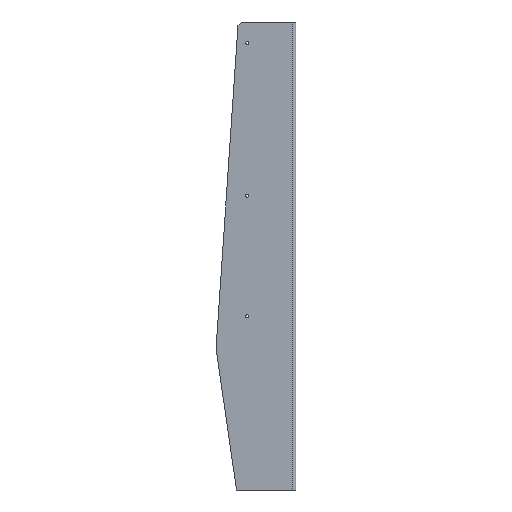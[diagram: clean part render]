
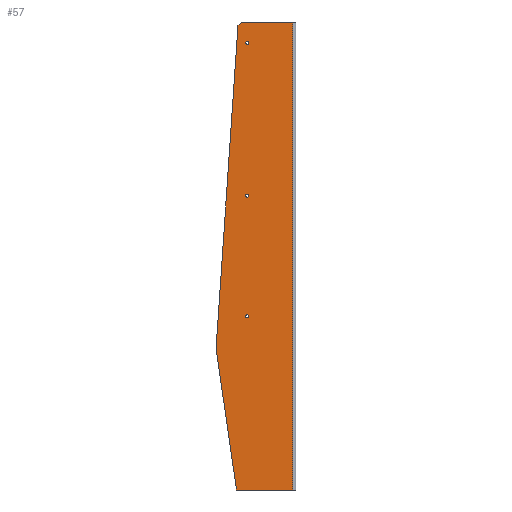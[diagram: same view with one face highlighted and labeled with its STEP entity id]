
A CAD part, left-side view. The second image highlights one B-rep face of the part: STEP entity #57.
In plain terms, the highlighted planar face has unit normal (-1, 0, 0).
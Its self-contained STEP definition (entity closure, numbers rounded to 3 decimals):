
#8 = VERTEX_POINT ( 'NONE', #1332 ) ;
#19 = EDGE_CURVE ( 'NONE', #61, #1114, #1385, .T. ) ;
#21 = DIRECTION ( 'NONE',  ( 1., 0., 0. ) ) ;
#45 = DIRECTION ( 'NONE',  ( 1., 0., 0. ) ) ;
#51 = CARTESIAN_POINT ( 'NONE',  ( -34.5, 65.271, 259.509 ) ) ;
#56 = CARTESIAN_POINT ( 'NONE',  ( -34.5, 61., 263.5 ) ) ;
#57 = ADVANCED_FACE ( 'NONE', ( #491, #1031, #723, #404 ), #1104, .F. ) ;
#61 = VERTEX_POINT ( 'NONE', #552 ) ;
#63 = ORIENTED_EDGE ( 'NONE', *, *, #560, .T. ) ;
#102 = CARTESIAN_POINT ( 'NONE',  ( -34.5, 54.75, -66.25 ) ) ;
#115 = DIRECTION ( 'NONE',  ( 1., 0., 0. ) ) ;
#128 = ORIENTED_EDGE ( 'NONE', *, *, #614, .T. ) ;
#138 = ORIENTED_EDGE ( 'NONE', *, *, #954, .T. ) ;
#139 = EDGE_LOOP ( 'NONE', ( #63, #138 ) ) ;
#166 = CARTESIAN_POINT ( 'NONE',  ( -34.5, 54.75, 241.75 ) ) ;
#179 = ORIENTED_EDGE ( 'NONE', *, *, #19, .F. ) ;
#185 = CIRCLE ( 'NONE', #763, 1.75 ) ;
#221 = CARTESIAN_POINT ( 'NONE',  ( -34.5, 140.081, 243.3 ) ) ;
#246 = EDGE_CURVE ( 'NONE', #1112, #941, #913, .T. ) ;
#266 = AXIS2_PLACEMENT_3D ( 'NONE', #279, #400, #1226 ) ;
#279 = CARTESIAN_POINT ( 'NONE',  ( -34.5, 0., 263.5 ) ) ;
#294 = VERTEX_POINT ( 'NONE', #1050 ) ;
#299 = CARTESIAN_POINT ( 'NONE',  ( -34.5, 90., -104. ) ) ;
#329 = CARTESIAN_POINT ( 'NONE',  ( -34.5, 54.75, 68. ) ) ;
#332 = EDGE_CURVE ( 'NONE', #8, #1225, #1005, .T. ) ;
#347 = VECTOR ( 'NONE', #1302, 1000. ) ;
#395 = CARTESIAN_POINT ( 'NONE',  ( -34.5, 54.75, 240. ) ) ;
#400 = DIRECTION ( 'NONE',  ( 1., 0., 0. ) ) ;
#404 = FACE_OUTER_BOUND ( 'NONE', #1431, .T. ) ;
#411 = EDGE_CURVE ( 'NONE', #746, #294, #1075, .T. ) ;
#458 = DIRECTION ( 'NONE',  ( 0., -0.068, 0.998 ) ) ;
#474 = LINE ( 'NONE', #695, #1438 ) ;
#479 = DIRECTION ( 'NONE',  ( 0., 0., -1. ) ) ;
#481 = DIRECTION ( 'NONE',  ( 0., 0., -1. ) ) ;
#491 = FACE_BOUND ( 'NONE', #139, .T. ) ;
#498 = VECTOR ( 'NONE', #1150, 1000. ) ;
#508 = CARTESIAN_POINT ( 'NONE',  ( -34.5, 54.75, -68. ) ) ;
#511 = CIRCLE ( 'NONE', #839, 1.75 ) ;
#514 = CIRCLE ( 'NONE', #1443, 1.75 ) ;
#520 = ORIENTED_EDGE ( 'NONE', *, *, #719, .F. ) ;
#524 = EDGE_CURVE ( 'NONE', #941, #1009, #1124, .T. ) ;
#552 = CARTESIAN_POINT ( 'NONE',  ( -34.5, 3.5, -263.5 ) ) ;
#560 = EDGE_CURVE ( 'NONE', #1467, #956, #514, .T. ) ;
#572 = EDGE_CURVE ( 'NONE', #294, #746, #185, .T. ) ;
#578 = CARTESIAN_POINT ( 'NONE',  ( -34.5, 54.75, 69.75 ) ) ;
#584 = DIRECTION ( 'NONE',  ( 0., 0., -1. ) ) ;
#590 = ORIENTED_EDGE ( 'NONE', *, *, #1335, .F. ) ;
#592 = CIRCLE ( 'NONE', #863, 1.75 ) ;
#601 = CARTESIAN_POINT ( 'NONE',  ( -34.5, 54.75, -68. ) ) ;
#603 = AXIS2_PLACEMENT_3D ( 'NONE', #1293, #1432, #1307 ) ;
#614 = EDGE_CURVE ( 'NONE', #812, #1009, #962, .T. ) ;
#638 = DIRECTION ( 'NONE',  ( 0., 0., -1. ) ) ;
#695 = CARTESIAN_POINT ( 'NONE',  ( -34.5, 3.5, 263.5 ) ) ;
#719 = EDGE_CURVE ( 'NONE', #1114, #1112, #1023, .T. ) ;
#723 = FACE_BOUND ( 'NONE', #1019, .T. ) ;
#726 = ORIENTED_EDGE ( 'NONE', *, *, #572, .T. ) ;
#730 = CARTESIAN_POINT ( 'NONE',  ( -34.5, 0., 263.5 ) ) ;
#745 = DIRECTION ( 'NONE',  ( 1., 0., 0. ) ) ;
#746 = VERTEX_POINT ( 'NONE', #102 ) ;
#748 = DIRECTION ( 'NONE',  ( 0., 1., 0. ) ) ;
#763 = AXIS2_PLACEMENT_3D ( 'NONE', #508, #745, #968 ) ;
#812 = VERTEX_POINT ( 'NONE', #1077 ) ;
#839 = AXIS2_PLACEMENT_3D ( 'NONE', #395, #45, #638 ) ;
#859 = DIRECTION ( 'NONE',  ( 0., 1., 0. ) ) ;
#863 = AXIS2_PLACEMENT_3D ( 'NONE', #329, #115, #898 ) ;
#884 = CARTESIAN_POINT ( 'NONE',  ( -34.5, 67., -263.5 ) ) ;
#887 = VECTOR ( 'NONE', #748, 1000. ) ;
#898 = DIRECTION ( 'NONE',  ( 0., 0., -1. ) ) ;
#899 = EDGE_LOOP ( 'NONE', ( #1288, #1404 ) ) ;
#913 = LINE ( 'NONE', #1383, #1419 ) ;
#939 = ORIENTED_EDGE ( 'NONE', *, *, #524, .F. ) ;
#941 = VERTEX_POINT ( 'NONE', #51 ) ;
#942 = CARTESIAN_POINT ( 'NONE',  ( -34.5, 65.271, 259.509 ) ) ;
#954 = EDGE_CURVE ( 'NONE', #956, #1467, #511, .T. ) ;
#956 = VERTEX_POINT ( 'NONE', #166 ) ;
#962 = LINE ( 'NONE', #730, #887 ) ;
#968 = DIRECTION ( 'NONE',  ( 0., 0., -1. ) ) ;
#980 = CARTESIAN_POINT ( 'NONE',  ( -34.5, 0., -263.5 ) ) ;
#1005 = CIRCLE ( 'NONE', #603, 1.75 ) ;
#1009 = VERTEX_POINT ( 'NONE', #56 ) ;
#1019 = EDGE_LOOP ( 'NONE', ( #726, #1412 ) ) ;
#1023 = LINE ( 'NONE', #221, #498 ) ;
#1031 = FACE_BOUND ( 'NONE', #899, .T. ) ;
#1050 = CARTESIAN_POINT ( 'NONE',  ( -34.5, 54.75, -69.75 ) ) ;
#1075 = CIRCLE ( 'NONE', #1381, 1.75 ) ;
#1076 = VECTOR ( 'NONE', #859, 1000. ) ;
#1077 = CARTESIAN_POINT ( 'NONE',  ( -34.5, 3.5, 263.5 ) ) ;
#1104 = PLANE ( 'NONE',  #266 ) ;
#1112 = VERTEX_POINT ( 'NONE', #299 ) ;
#1114 = VERTEX_POINT ( 'NONE', #884 ) ;
#1124 = LINE ( 'NONE', #942, #347 ) ;
#1150 = DIRECTION ( 'NONE',  ( 0., 0.143, 0.99 ) ) ;
#1185 = CARTESIAN_POINT ( 'NONE',  ( -34.5, 54.75, 240. ) ) ;
#1225 = VERTEX_POINT ( 'NONE', #578 ) ;
#1226 = DIRECTION ( 'NONE',  ( 0., 0., 1. ) ) ;
#1268 = EDGE_CURVE ( 'NONE', #1225, #8, #592, .T. ) ;
#1282 = ORIENTED_EDGE ( 'NONE', *, *, #246, .F. ) ;
#1288 = ORIENTED_EDGE ( 'NONE', *, *, #332, .T. ) ;
#1293 = CARTESIAN_POINT ( 'NONE',  ( -34.5, 54.75, 68. ) ) ;
#1302 = DIRECTION ( 'NONE',  ( 0., -0.731, 0.683 ) ) ;
#1307 = DIRECTION ( 'NONE',  ( 0., 0., -1. ) ) ;
#1332 = CARTESIAN_POINT ( 'NONE',  ( -34.5, 54.75, 66.25 ) ) ;
#1335 = EDGE_CURVE ( 'NONE', #812, #61, #474, .T. ) ;
#1381 = AXIS2_PLACEMENT_3D ( 'NONE', #601, #1416, #479 ) ;
#1383 = CARTESIAN_POINT ( 'NONE',  ( -34.5, 64.701, 267.901 ) ) ;
#1385 = LINE ( 'NONE', #980, #1076 ) ;
#1404 = ORIENTED_EDGE ( 'NONE', *, *, #1268, .T. ) ;
#1412 = ORIENTED_EDGE ( 'NONE', *, *, #411, .T. ) ;
#1416 = DIRECTION ( 'NONE',  ( 1., 0., 0. ) ) ;
#1419 = VECTOR ( 'NONE', #458, 1000. ) ;
#1431 = EDGE_LOOP ( 'NONE', ( #1282, #520, #179, #590, #128, #939 ) ) ;
#1432 = DIRECTION ( 'NONE',  ( 1., 0., 0. ) ) ;
#1438 = VECTOR ( 'NONE', #584, 1000. ) ;
#1443 = AXIS2_PLACEMENT_3D ( 'NONE', #1185, #21, #481 ) ;
#1467 = VERTEX_POINT ( 'NONE', #1474 ) ;
#1474 = CARTESIAN_POINT ( 'NONE',  ( -34.5, 54.75, 238.25 ) ) ;
